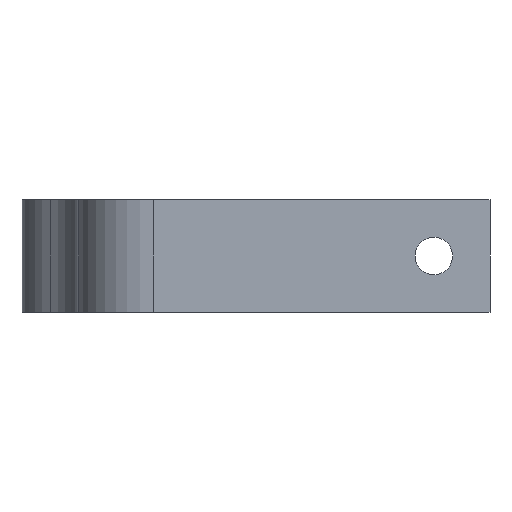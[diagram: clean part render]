
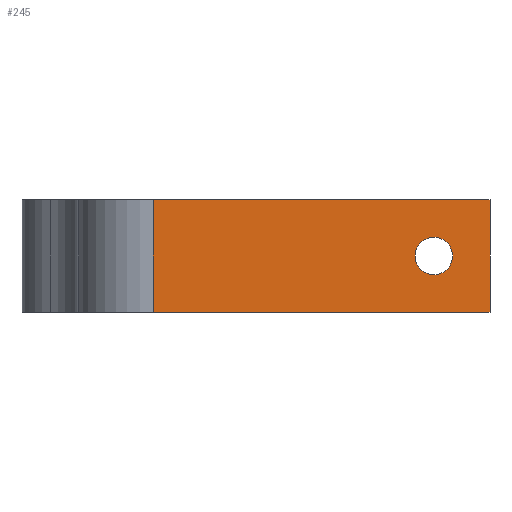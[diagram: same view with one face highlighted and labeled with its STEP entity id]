
A CAD part, front view. The second image highlights one B-rep face of the part: STEP entity #245.
In plain terms, the highlighted planar face has unit normal (0, -1, 0).
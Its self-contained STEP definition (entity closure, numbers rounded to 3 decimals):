
#22 = EDGE_LOOP ( 'NONE', ( #255, #193 ) ) ;
#53 = DIRECTION ( 'NONE',  ( 1., 0., 0. ) ) ;
#57 = VERTEX_POINT ( 'NONE', #755 ) ;
#62 = CIRCLE ( 'NONE', #700, 5. ) ;
#68 = EDGE_CURVE ( 'NONE', #317, #206, #337, .T. ) ;
#70 = DIRECTION ( 'NONE',  ( 1., 0., 0. ) ) ;
#74 = CARTESIAN_POINT ( 'NONE',  ( 95., 0., 15. ) ) ;
#109 = AXIS2_PLACEMENT_3D ( 'NONE', #685, #287, #161 ) ;
#120 = CARTESIAN_POINT ( 'NONE',  ( 0., 0., 0. ) ) ;
#129 = CARTESIAN_POINT ( 'NONE',  ( 20., 0., 0. ) ) ;
#134 = ORIENTED_EDGE ( 'NONE', *, *, #68, .T. ) ;
#160 = DIRECTION ( 'NONE',  ( 0., 0., -1. ) ) ;
#161 = DIRECTION ( 'NONE',  ( 0., 0., 1. ) ) ;
#192 = DIRECTION ( 'NONE',  ( 0., 1., 0. ) ) ;
#193 = ORIENTED_EDGE ( 'NONE', *, *, #410, .T. ) ;
#206 = VERTEX_POINT ( 'NONE', #129 ) ;
#222 = CARTESIAN_POINT ( 'NONE',  ( 95., 0., 15. ) ) ;
#235 = VERTEX_POINT ( 'NONE', #657 ) ;
#245 = ADVANCED_FACE ( 'NONE', ( #335, #455 ), #338, .F. ) ;
#255 = ORIENTED_EDGE ( 'NONE', *, *, #584, .T. ) ;
#287 = DIRECTION ( 'NONE',  ( 0., 1., 0. ) ) ;
#302 = ORIENTED_EDGE ( 'NONE', *, *, #480, .F. ) ;
#317 = VERTEX_POINT ( 'NONE', #570 ) ;
#335 = FACE_BOUND ( 'NONE', #22, .T. ) ;
#337 = LINE ( 'NONE', #681, #517 ) ;
#338 = PLANE ( 'NONE',  #109 ) ;
#352 = DIRECTION ( 'NONE',  ( 0., 0., 1. ) ) ;
#357 = AXIS2_PLACEMENT_3D ( 'NONE', #222, #709, #352 ) ;
#361 = CARTESIAN_POINT ( 'NONE',  ( 110., 0., 30. ) ) ;
#363 = EDGE_CURVE ( 'NONE', #206, #57, #695, .T. ) ;
#388 = ORIENTED_EDGE ( 'NONE', *, *, #491, .F. ) ;
#393 = VECTOR ( 'NONE', #53, 1000. ) ;
#410 = EDGE_CURVE ( 'NONE', #647, #235, #760, .T. ) ;
#424 = CARTESIAN_POINT ( 'NONE',  ( 110., 0., 30. ) ) ;
#432 = DIRECTION ( 'NONE',  ( 0., 0., 1. ) ) ;
#438 = DIRECTION ( 'NONE',  ( 0., 0., -1. ) ) ;
#455 = FACE_OUTER_BOUND ( 'NONE', #538, .T. ) ;
#475 = VERTEX_POINT ( 'NONE', #424 ) ;
#480 = EDGE_CURVE ( 'NONE', #317, #475, #494, .T. ) ;
#491 = EDGE_CURVE ( 'NONE', #475, #57, #600, .T. ) ;
#494 = LINE ( 'NONE', #660, #519 ) ;
#517 = VECTOR ( 'NONE', #160, 1000. ) ;
#519 = VECTOR ( 'NONE', #70, 1000. ) ;
#538 = EDGE_LOOP ( 'NONE', ( #302, #134, #666, #388 ) ) ;
#570 = CARTESIAN_POINT ( 'NONE',  ( 20., 0., 30. ) ) ;
#584 = EDGE_CURVE ( 'NONE', #235, #647, #62, .T. ) ;
#600 = LINE ( 'NONE', #361, #716 ) ;
#628 = CARTESIAN_POINT ( 'NONE',  ( 95., 0., 10. ) ) ;
#647 = VERTEX_POINT ( 'NONE', #628 ) ;
#657 = CARTESIAN_POINT ( 'NONE',  ( 95., 0., 20. ) ) ;
#660 = CARTESIAN_POINT ( 'NONE',  ( 0., 0., 30. ) ) ;
#666 = ORIENTED_EDGE ( 'NONE', *, *, #363, .T. ) ;
#681 = CARTESIAN_POINT ( 'NONE',  ( 20., 0., 30. ) ) ;
#685 = CARTESIAN_POINT ( 'NONE',  ( 0., 0., 30. ) ) ;
#695 = LINE ( 'NONE', #120, #393 ) ;
#700 = AXIS2_PLACEMENT_3D ( 'NONE', #74, #192, #432 ) ;
#709 = DIRECTION ( 'NONE',  ( 0., 1., 0. ) ) ;
#716 = VECTOR ( 'NONE', #438, 1000. ) ;
#755 = CARTESIAN_POINT ( 'NONE',  ( 110., 0., 0. ) ) ;
#760 = CIRCLE ( 'NONE', #357, 5. ) ;
